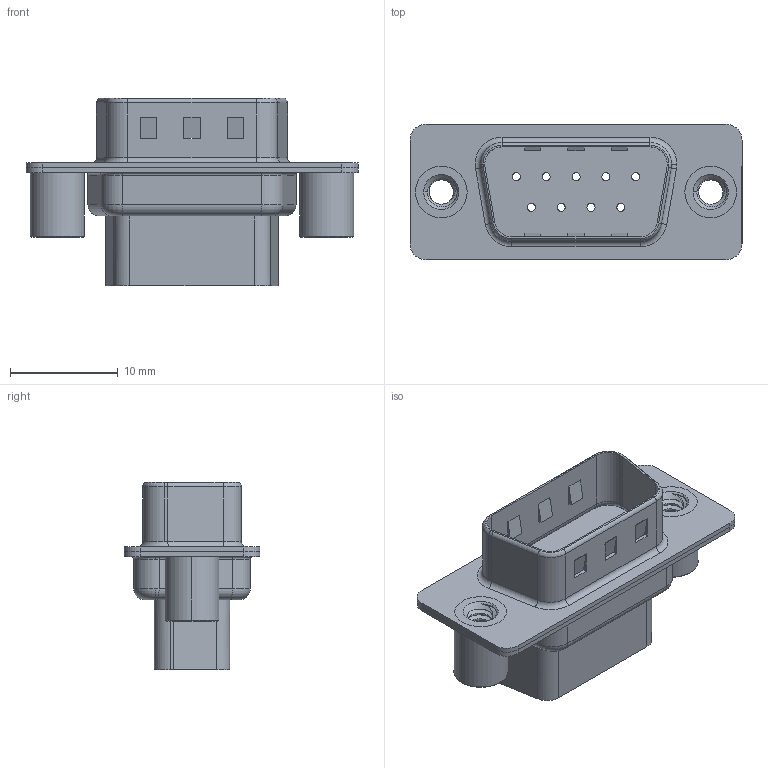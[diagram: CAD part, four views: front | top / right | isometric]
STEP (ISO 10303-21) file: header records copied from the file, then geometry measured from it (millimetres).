
FILE_DESCRIPTION (( 'STEP AP203' ), '1' );
FILE_NAME ('627-009-010-049.STEP', '2020-07-15T20:22:15', ( '' ), ( '' ), 'SwSTEP 2.0', 'SolidWorks 2020', '' );
FILE_SCHEMA (( 'CONFIG_CONTROL_DESIGN' ));
Length unit declared in the file: millimetre
Products named in the file (5): 627 4-40 Threaded Standoff BS; 627 Shell Front_09 Contacts; 627 Shell Rear_09 Contacts; 627-009-010-049; 627 Housing_09 HP
Assembly tree (5 placements, depth 2):
  627-009-010-049
    627 Housing_09 HP
    627 Shell Front_09 Contacts
    627 Shell Rear_09 Contacts
    627 4-40 Threaded Standoff BS  x2
Bounding box: 30.8 x 12.6 x 17.4 mm (x, y, z)
Volume: 1762.9 mm3; surface area: 3752.1 mm2
Topology: 5 solids, 5 shells, 398 faces, 983 edges, 624 vertices
Faces by surface type: cylinder 203, plane 125, torus 50, cone 14, bspline 6
Entity records: 12724 total; most frequent: CARTESIAN_POINT 3571, DIRECTION 1903, ORIENTED_EDGE 1740, EDGE_CURVE 870, AXIS2_PLACEMENT_3D 741, VERTEX_POINT 551, EDGE_LOOP 425, VECTOR 421
